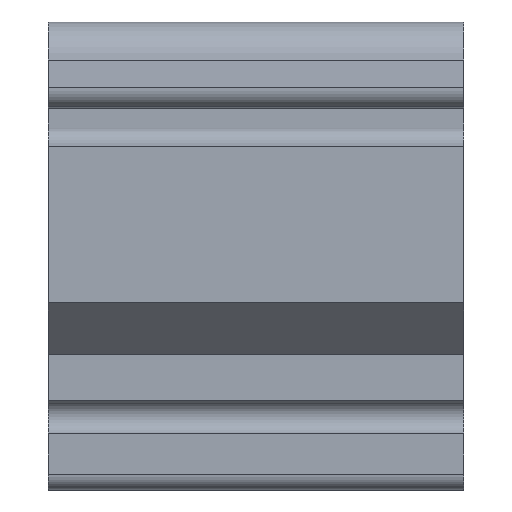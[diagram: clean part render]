
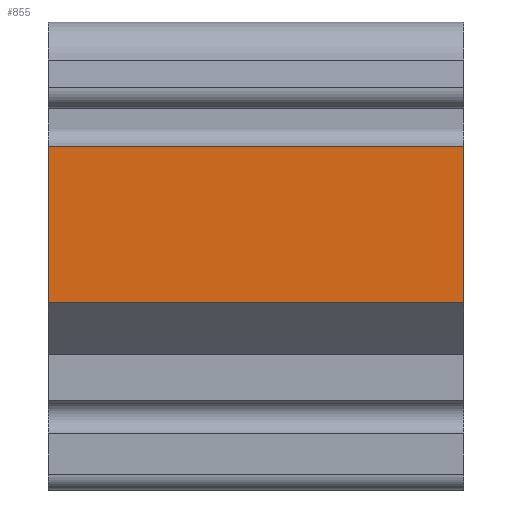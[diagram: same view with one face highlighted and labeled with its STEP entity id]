
A CAD part, left-side view. The second image highlights one B-rep face of the part: STEP entity #855.
In plain terms, the highlighted planar face has unit normal (-1, 0, 0).
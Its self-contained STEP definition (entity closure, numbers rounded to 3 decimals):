
#86=ORIENTED_EDGE('',*,*,#330,.F.);
#87=ORIENTED_EDGE('',*,*,#329,.F.);
#88=ORIENTED_EDGE('',*,*,#331,.T.);
#89=ORIENTED_EDGE('',*,*,#332,.T.);
#329=EDGE_CURVE('',#447,#446,#533,.T.);
#330=EDGE_CURVE('',#446,#448,#534,.T.);
#331=EDGE_CURVE('',#447,#449,#535,.T.);
#332=EDGE_CURVE('',#449,#448,#536,.T.);
#446=VERTEX_POINT('',#1257);
#447=VERTEX_POINT('',#1259);
#448=VERTEX_POINT('',#1263);
#449=VERTEX_POINT('',#1265);
#533=LINE('',#1260,#639);
#534=LINE('',#1262,#640);
#535=LINE('',#1264,#641);
#536=LINE('',#1266,#642);
#639=VECTOR('',#1020,1000.);
#640=VECTOR('',#1023,1000.);
#641=VECTOR('',#1024,1000.);
#642=VECTOR('',#1025,1000.);
#733=EDGE_LOOP('',(#86,#87,#88,#89));
#777=FACE_BOUND('',#733,.T.);
#818=PLANE('',#918);
#855=ADVANCED_FACE('',(#777),#818,.T.);
#918=AXIS2_PLACEMENT_3D('',#1261,#1021,#1022);
#1020=DIRECTION('',(0.,-1.,0.));
#1021=DIRECTION('',(-1.,0.,0.));
#1022=DIRECTION('',(0.,0.,1.));
#1023=DIRECTION('',(0.,0.,-1.));
#1024=DIRECTION('',(0.,0.,-1.));
#1025=DIRECTION('',(0.,-1.,0.));
#1257=CARTESIAN_POINT('',(-6.216,0.,1.991));
#1259=CARTESIAN_POINT('',(-6.216,10.,1.991));
#1260=CARTESIAN_POINT('',(-6.216,10.,1.991));
#1261=CARTESIAN_POINT('',(-6.216,10.,1.991));
#1262=CARTESIAN_POINT('',(-6.216,0.,1.991));
#1263=CARTESIAN_POINT('',(-6.216,0.,-1.772));
#1264=CARTESIAN_POINT('',(-6.216,10.,1.991));
#1265=CARTESIAN_POINT('',(-6.216,10.,-1.772));
#1266=CARTESIAN_POINT('',(-6.216,10.,-1.772));
